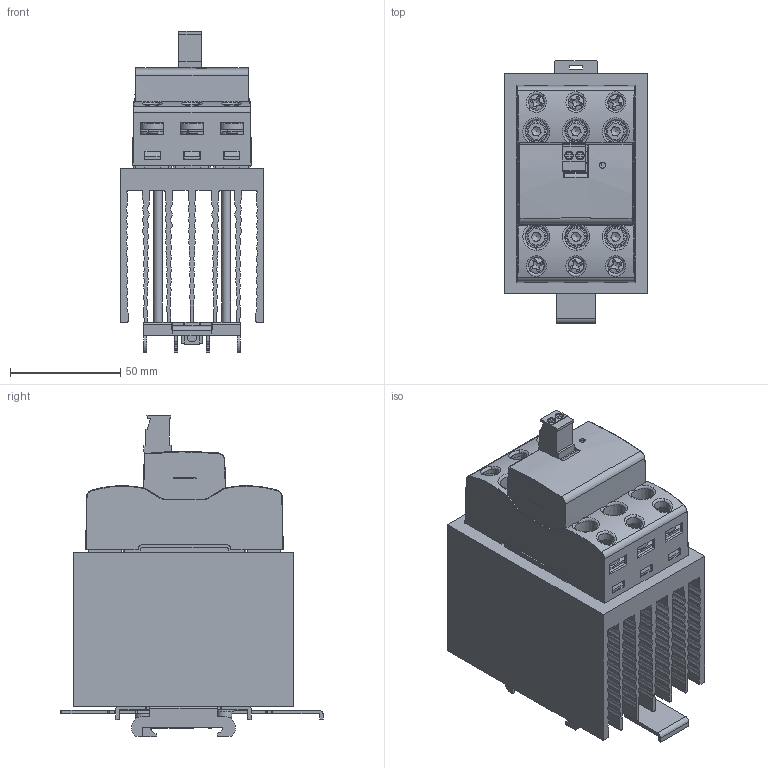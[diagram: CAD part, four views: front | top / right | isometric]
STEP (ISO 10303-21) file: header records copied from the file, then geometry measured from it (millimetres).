
FILE_DESCRIPTION(/* description */ (''),/* implementation_level */ '2;1');
FILE_NAME(/* name */ '3d_HS3C...025...bloccato.stp',/* time_stamp */ '2024-04-19T09:13:03+02:00',/* author */ ('FUMAGALLI'),/* organization */ (''),/* preprocessor_version */ 'ST-DEVELOPER v16.1',/* originating_system */ 'Autodesk Inventor 2016',/* authorisation */ '');
FILE_SCHEMA (('AUTOMOTIVE_DESIGN { 1 0 10303 214 3 1 1 }'));
Products named in the file (1): Part388
Bounding box: 65 x 119 x 145.9 mm (x, y, z)
Volume: 237094.7 mm3; surface area: 220887.7 mm2
Topology: 1 solids, 16 shells, 5132 faces, 14637 edges, 9304 vertices
Faces by surface type: plane 3116, cylinder 1274, cone 350, torus 204, sphere 157, bspline 31
Full cylindrical faces by diameter (mm): 1.5 x18, 2 x2, 2.1 x2, 2.5 x2, 2.6 x2, 3 x5, 3.242 x2, 3.3 x2, 3.8 x1, 3.9 x3, 4 x4, 4.134 x6, 4.3 x2, 4.4 x1, 4.917 x6, 5 x11, 6 x12, 7 x2, 8.5 x6, 8.8 x2, 12 x6
Entity records: 183720 total; most frequent: CARTESIAN_POINT 47029, ORIENTED_EDGE 28362, DIRECTION 26453, EDGE_CURVE 14181, LINE 9431, VECTOR 9431, VERTEX_POINT 9191, AXIS2_PLACEMENT_3D 8511
